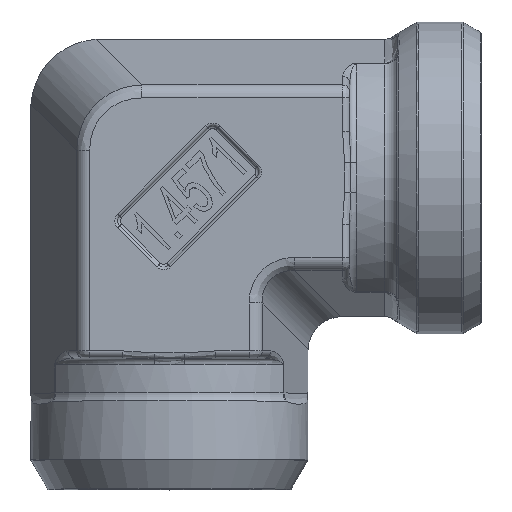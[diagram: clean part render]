
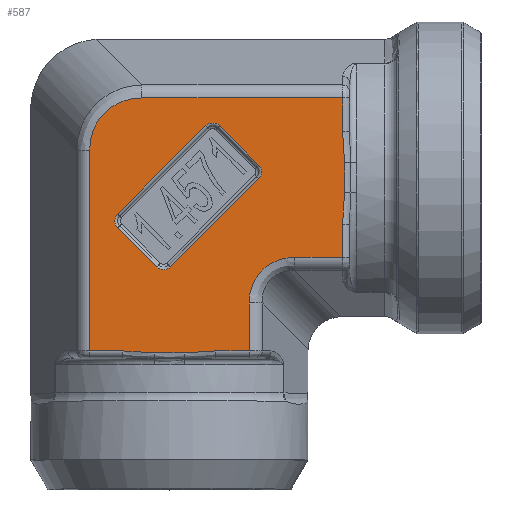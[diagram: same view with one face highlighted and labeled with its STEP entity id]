
A CAD part, top view. The second image highlights one B-rep face of the part: STEP entity #587.
In plain terms, the highlighted planar face has unit normal (0, 0, 1).
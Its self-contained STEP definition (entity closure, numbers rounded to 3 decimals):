
#291=ELLIPSE('',#4878,7.873,7.);
#292=ELLIPSE('',#4879,8.998,8.);
#587=ADVANCED_FACE('',(#1623,#1624),#882,.T.);
#882=PLANE('',#4880);
#1013=LINE('',#6975,#1213);
#1014=LINE('',#6980,#1214);
#1015=LINE('',#6984,#1215);
#1016=LINE('',#6988,#1216);
#1017=LINE('',#7000,#1217);
#1018=LINE('',#7002,#1218);
#1019=LINE('',#7006,#1219);
#1020=LINE('',#7008,#1220);
#1021=LINE('',#7031,#1221);
#1022=LINE('',#7033,#1222);
#1023=LINE('',#7037,#1223);
#1024=LINE('',#7039,#1224);
#1213=VECTOR('',#5385,1.);
#1214=VECTOR('',#5388,1.);
#1215=VECTOR('',#5391,1.);
#1216=VECTOR('',#5394,1.);
#1217=VECTOR('',#5397,1.);
#1218=VECTOR('',#5398,1.);
#1219=VECTOR('',#5401,1.);
#1220=VECTOR('',#5402,1.);
#1221=VECTOR('',#5403,1.);
#1222=VECTOR('',#5404,1.);
#1223=VECTOR('',#5407,1.);
#1224=VECTOR('',#5408,1.);
#1418=CIRCLE('',#4874,1.4);
#1419=CIRCLE('',#4875,1.4);
#1420=CIRCLE('',#4876,1.4);
#1421=CIRCLE('',#4877,1.4);
#1623=FACE_BOUND('',#1689,.T.);
#1624=FACE_BOUND('',#1690,.T.);
#1689=EDGE_LOOP('',(#2129,#2130,#2131,#2132,#2133,#2134,#2135,#2136));
#1690=EDGE_LOOP('',(#2137,#2138,#2139,#2140,#2141,#2142,#2143,#2144,#2145,
#2146,#2147,#2148,#2149,#2150,#2151,#2152));
#2129=ORIENTED_EDGE('',*,*,#3984,.T.);
#2130=ORIENTED_EDGE('',*,*,#3985,.T.);
#2131=ORIENTED_EDGE('',*,*,#3986,.T.);
#2132=ORIENTED_EDGE('',*,*,#3987,.T.);
#2133=ORIENTED_EDGE('',*,*,#3988,.T.);
#2134=ORIENTED_EDGE('',*,*,#3989,.T.);
#2135=ORIENTED_EDGE('',*,*,#3990,.T.);
#2136=ORIENTED_EDGE('',*,*,#3991,.T.);
#2137=ORIENTED_EDGE('',*,*,#3992,.T.);
#2138=ORIENTED_EDGE('',*,*,#3993,.T.);
#2139=ORIENTED_EDGE('',*,*,#3994,.T.);
#2140=ORIENTED_EDGE('',*,*,#3995,.T.);
#2141=ORIENTED_EDGE('',*,*,#3996,.T.);
#2142=ORIENTED_EDGE('',*,*,#3997,.T.);
#2143=ORIENTED_EDGE('',*,*,#3998,.T.);
#2144=ORIENTED_EDGE('',*,*,#3999,.T.);
#2145=ORIENTED_EDGE('',*,*,#4000,.T.);
#2146=ORIENTED_EDGE('',*,*,#4001,.T.);
#2147=ORIENTED_EDGE('',*,*,#4002,.T.);
#2148=ORIENTED_EDGE('',*,*,#4003,.F.);
#2149=ORIENTED_EDGE('',*,*,#4004,.F.);
#2150=ORIENTED_EDGE('',*,*,#4005,.T.);
#2151=ORIENTED_EDGE('',*,*,#4006,.T.);
#2152=ORIENTED_EDGE('',*,*,#4007,.T.);
#3539=VERTEX_POINT('',#6976);
#3540=VERTEX_POINT('',#6977);
#3541=VERTEX_POINT('',#6979);
#3542=VERTEX_POINT('',#6981);
#3543=VERTEX_POINT('',#6983);
#3544=VERTEX_POINT('',#6985);
#3545=VERTEX_POINT('',#6987);
#3546=VERTEX_POINT('',#6989);
#3547=VERTEX_POINT('',#6998);
#3548=VERTEX_POINT('',#6999);
#3549=VERTEX_POINT('',#7001);
#3550=VERTEX_POINT('',#7003);
#3551=VERTEX_POINT('',#7005);
#3552=VERTEX_POINT('',#7007);
#3553=VERTEX_POINT('',#7009);
#3554=VERTEX_POINT('',#7017);
#3555=VERTEX_POINT('',#7022);
#3556=VERTEX_POINT('',#7030);
#3557=VERTEX_POINT('',#7032);
#3558=VERTEX_POINT('',#7034);
#3559=VERTEX_POINT('',#7036);
#3560=VERTEX_POINT('',#7038);
#3561=VERTEX_POINT('',#7040);
#3562=VERTEX_POINT('',#7048);
#3984=EDGE_CURVE('',#3539,#3540,#1013,.T.);
#3985=EDGE_CURVE('',#3540,#3541,#1418,.T.);
#3986=EDGE_CURVE('',#3541,#3542,#1014,.T.);
#3987=EDGE_CURVE('',#3542,#3543,#1419,.T.);
#3988=EDGE_CURVE('',#3543,#3544,#1015,.T.);
#3989=EDGE_CURVE('',#3544,#3545,#1420,.T.);
#3990=EDGE_CURVE('',#3545,#3546,#1016,.T.);
#3991=EDGE_CURVE('',#3546,#3539,#1421,.T.);
#3992=EDGE_CURVE('',#3547,#3548,#4639,.T.);
#3993=EDGE_CURVE('',#3548,#3549,#1017,.T.);
#3994=EDGE_CURVE('',#3549,#3550,#1018,.T.);
#3995=EDGE_CURVE('',#3550,#3551,#291,.T.);
#3996=EDGE_CURVE('',#3551,#3552,#1019,.T.);
#3997=EDGE_CURVE('',#3552,#3553,#1020,.T.);
#3998=EDGE_CURVE('',#3553,#3554,#4640,.T.);
#3999=EDGE_CURVE('',#3554,#3555,#4641,.T.);
#4000=EDGE_CURVE('',#3555,#3556,#4642,.T.);
#4001=EDGE_CURVE('',#3556,#3557,#1021,.T.);
#4002=EDGE_CURVE('',#3557,#3558,#1022,.T.);
#4003=EDGE_CURVE('',#3559,#3558,#292,.T.);
#4004=EDGE_CURVE('',#3560,#3559,#1023,.T.);
#4005=EDGE_CURVE('',#3560,#3561,#1024,.T.);
#4006=EDGE_CURVE('',#3561,#3562,#4643,.T.);
#4007=EDGE_CURVE('',#3562,#3547,#4644,.T.);
#4639=B_SPLINE_CURVE_WITH_KNOTS('',3,(#6991,#6992,#6993,#6994,#6995,#6996,
#6997),.UNSPECIFIED.,.F.,.F.,(4,3,4),(0.,0.875,1.),
 .UNSPECIFIED.);
#4640=B_SPLINE_CURVE_WITH_KNOTS('',3,(#7010,#7011,#7012,#7013,#7014,#7015,
#7016),.UNSPECIFIED.,.F.,.F.,(4,3,4),(0.,0.125,1.),
 .UNSPECIFIED.);
#4641=B_SPLINE_CURVE_WITH_KNOTS('',3,(#7018,#7019,#7020,#7021),
 .UNSPECIFIED.,.F.,.F.,(4,4),(0.,1.),.UNSPECIFIED.);
#4642=B_SPLINE_CURVE_WITH_KNOTS('',3,(#7023,#7024,#7025,#7026,#7027,#7028,
#7029),.UNSPECIFIED.,.F.,.F.,(4,3,4),(0.,0.123,1.),
 .UNSPECIFIED.);
#4643=B_SPLINE_CURVE_WITH_KNOTS('',3,(#7041,#7042,#7043,#7044,#7045,#7046,
#7047),.UNSPECIFIED.,.F.,.F.,(4,3,4),(0.,0.877,1.),
 .UNSPECIFIED.);
#4644=B_SPLINE_CURVE_WITH_KNOTS('',3,(#7049,#7050,#7051,#7052),
 .UNSPECIFIED.,.F.,.F.,(4,4),(0.,1.),.UNSPECIFIED.);
#4874=AXIS2_PLACEMENT_3D('',#6978,#5386,#5387);
#4875=AXIS2_PLACEMENT_3D('',#6982,#5389,#5390);
#4876=AXIS2_PLACEMENT_3D('',#6986,#5392,#5393);
#4877=AXIS2_PLACEMENT_3D('',#6990,#5395,#5396);
#4878=AXIS2_PLACEMENT_3D('',#7004,#5399,#5400);
#4879=AXIS2_PLACEMENT_3D('',#7035,#5405,#5406);
#4880=AXIS2_PLACEMENT_3D('',#7053,#5409,#5410);
#5385=DIRECTION('',(-0.707,-0.707,0.));
#5386=DIRECTION('',(0.,0.,-1.));
#5387=DIRECTION('',(1.,0.,0.));
#5388=DIRECTION('',(-0.707,0.707,0.));
#5389=DIRECTION('',(0.,0.,-1.));
#5390=DIRECTION('',(1.,0.,0.));
#5391=DIRECTION('',(0.707,0.707,0.));
#5392=DIRECTION('',(0.,0.,-1.));
#5393=DIRECTION('',(1.,0.,0.));
#5394=DIRECTION('',(0.707,-0.707,0.));
#5395=DIRECTION('',(0.,0.,-1.));
#5396=DIRECTION('',(1.,0.,0.));
#5397=DIRECTION('',(1.,0.,0.));
#5398=DIRECTION('',(0.,1.,0.));
#5399=DIRECTION('',(0.,0.,-1.));
#5400=DIRECTION('',(0.707,-0.707,0.));
#5401=DIRECTION('',(1.,0.,0.));
#5402=DIRECTION('',(0.,1.,0.));
#5403=DIRECTION('',(0.,1.,0.));
#5404=DIRECTION('',(-1.,0.,0.));
#5405=DIRECTION('',(0.,0.,-1.));
#5406=DIRECTION('',(-0.707,0.707,0.));
#5407=DIRECTION('',(0.,1.,0.));
#5408=DIRECTION('',(1.,0.,0.));
#5409=DIRECTION('',(0.,0.,1.));
#5410=DIRECTION('',(1.,0.,0.));
#6975=CARTESIAN_POINT('',(-0.549,-13.593,20.5));
#6976=CARTESIAN_POINT('',(12.886,-0.158,20.5));
#6977=CARTESIAN_POINT('',(0.158,-12.886,20.5));
#6978=CARTESIAN_POINT('',(-0.832,-11.896,20.5));
#6979=CARTESIAN_POINT('',(-1.821,-12.886,20.5));
#6980=CARTESIAN_POINT('',(-8.185,-6.522,20.5));
#6981=CARTESIAN_POINT('',(-7.478,-7.23,20.5));
#6982=CARTESIAN_POINT('',(-6.488,-6.24,20.5));
#6983=CARTESIAN_POINT('',(-7.478,-5.25,20.5));
#6984=CARTESIAN_POINT('',(5.957,8.185,20.5));
#6985=CARTESIAN_POINT('',(5.25,7.478,20.5));
#6986=CARTESIAN_POINT('',(6.24,6.488,20.5));
#6987=CARTESIAN_POINT('',(7.23,7.478,20.5));
#6988=CARTESIAN_POINT('',(13.593,1.114,20.5));
#6989=CARTESIAN_POINT('',(12.886,1.821,20.5));
#6990=CARTESIAN_POINT('',(11.896,0.832,20.5));
#6991=CARTESIAN_POINT('',(2.157,-25.271,20.5));
#6992=CARTESIAN_POINT('',(3.487,-25.186,20.5));
#6993=CARTESIAN_POINT('',(4.815,-25.044,20.5));
#6994=CARTESIAN_POINT('',(6.148,-25.008,20.5));
#6995=CARTESIAN_POINT('',(6.338,-25.003,20.5));
#6996=CARTESIAN_POINT('',(6.528,-25.,20.5));
#6997=CARTESIAN_POINT('',(6.719,-25.,20.5));
#6998=CARTESIAN_POINT('',(2.157,-25.271,20.5));
#6999=CARTESIAN_POINT('',(6.719,-25.,20.5));
#7000=CARTESIAN_POINT('',(6.549,-25.,20.5));
#7001=CARTESIAN_POINT('',(11.502,-25.,20.5));
#7002=CARTESIAN_POINT('',(11.502,12.903,20.5));
#7003=CARTESIAN_POINT('',(11.502,-18.08,20.5));
#7004=CARTESIAN_POINT('',(18.951,-18.951,20.5));
#7005=CARTESIAN_POINT('',(18.08,-11.502,20.5));
#7006=CARTESIAN_POINT('',(6.549,-11.502,20.5));
#7007=CARTESIAN_POINT('',(25.,-11.502,20.5));
#7008=CARTESIAN_POINT('',(25.,-2.267,20.5));
#7009=CARTESIAN_POINT('',(25.,-6.719,20.5));
#7010=CARTESIAN_POINT('',(25.,-6.719,20.5));
#7011=CARTESIAN_POINT('',(25.,-6.528,20.5));
#7012=CARTESIAN_POINT('',(25.003,-6.338,20.5));
#7013=CARTESIAN_POINT('',(25.008,-6.148,20.5));
#7014=CARTESIAN_POINT('',(25.044,-4.815,20.5));
#7015=CARTESIAN_POINT('',(25.186,-3.487,20.5));
#7016=CARTESIAN_POINT('',(25.271,-2.157,20.5));
#7017=CARTESIAN_POINT('',(25.271,-2.157,20.5));
#7018=CARTESIAN_POINT('',(25.271,-2.157,20.5));
#7019=CARTESIAN_POINT('',(25.363,-0.719,20.5));
#7020=CARTESIAN_POINT('',(25.363,0.719,20.5));
#7021=CARTESIAN_POINT('',(25.271,2.157,20.5));
#7022=CARTESIAN_POINT('',(25.271,2.157,20.5));
#7023=CARTESIAN_POINT('',(25.271,2.157,20.5));
#7024=CARTESIAN_POINT('',(25.259,2.344,20.5));
#7025=CARTESIAN_POINT('',(25.246,2.531,20.5));
#7026=CARTESIAN_POINT('',(25.233,2.719,20.5));
#7027=CARTESIAN_POINT('',(25.135,4.051,20.5));
#7028=CARTESIAN_POINT('',(25.,5.383,20.5));
#7029=CARTESIAN_POINT('',(25.,6.719,20.5));
#7030=CARTESIAN_POINT('',(25.,6.719,20.5));
#7031=CARTESIAN_POINT('',(25.,11.502,20.5));
#7032=CARTESIAN_POINT('',(25.,11.502,20.5));
#7033=CARTESIAN_POINT('',(6.549,11.502,20.5));
#7034=CARTESIAN_POINT('',(-3.985,11.502,20.5));
#7035=CARTESIAN_POINT('',(-2.989,2.989,20.5));
#7036=CARTESIAN_POINT('',(-11.502,3.985,20.5));
#7037=CARTESIAN_POINT('',(-11.502,12.903,20.5));
#7038=CARTESIAN_POINT('',(-11.502,-25.,20.5));
#7039=CARTESIAN_POINT('',(6.549,-25.,20.5));
#7040=CARTESIAN_POINT('',(-6.719,-25.,20.5));
#7041=CARTESIAN_POINT('',(-6.719,-25.,20.5));
#7042=CARTESIAN_POINT('',(-5.383,-25.,20.5));
#7043=CARTESIAN_POINT('',(-4.051,-25.135,20.5));
#7044=CARTESIAN_POINT('',(-2.719,-25.233,20.5));
#7045=CARTESIAN_POINT('',(-2.531,-25.246,20.5));
#7046=CARTESIAN_POINT('',(-2.344,-25.259,20.5));
#7047=CARTESIAN_POINT('',(-2.157,-25.271,20.5));
#7048=CARTESIAN_POINT('',(-2.157,-25.271,20.5));
#7049=CARTESIAN_POINT('',(-2.157,-25.271,20.5));
#7050=CARTESIAN_POINT('',(-0.719,-25.363,20.5));
#7051=CARTESIAN_POINT('',(0.719,-25.363,20.5));
#7052=CARTESIAN_POINT('',(2.157,-25.271,20.5));
#7053=CARTESIAN_POINT('',(6.549,12.903,20.5));
